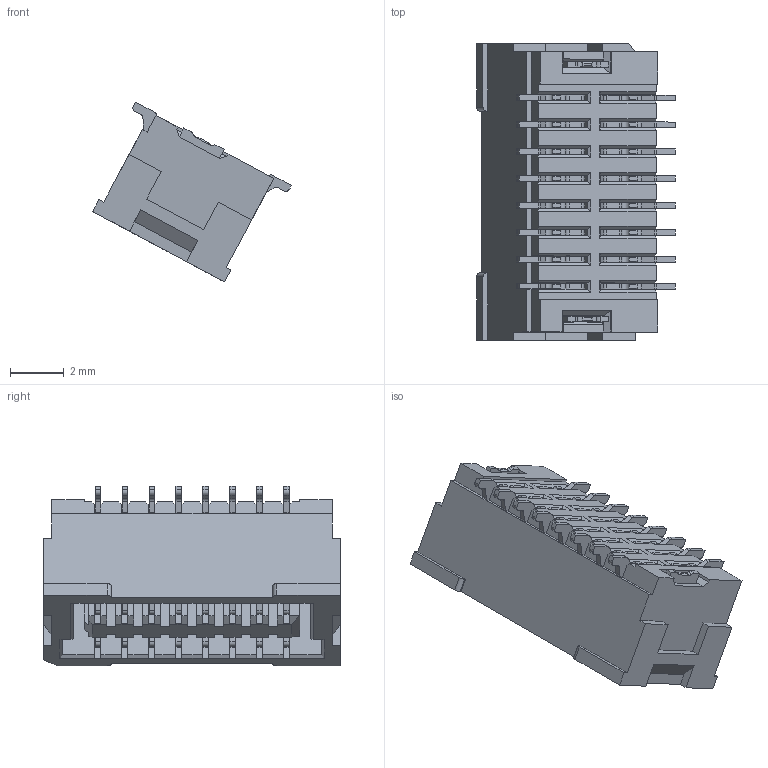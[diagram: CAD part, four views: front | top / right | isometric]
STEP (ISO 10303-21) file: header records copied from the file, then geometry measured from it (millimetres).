
FILE_DESCRIPTION (( 'STEP AP203' ), '1' );
FILE_NAME ('FWF10014-D16S83NAM.STEP', '2025-11-21T06:00:48', ( '' ), ( '' ), 'SwSTEP 2.0', 'SolidWorks 2021', '' );
FILE_SCHEMA (( 'CONFIG_CONTROL_DESIGN' ));
Length unit declared in the file: millimetre
Products named in the file (1): FWF10014-D16S83NAM
Bounding box: 7.38 x 11 x 6.68 mm (x, y, z)
Volume: 157.7 mm3; surface area: 743.2 mm2
Topology: 11 solids, 11 shells, 1544 faces, 4737 edges, 3129 vertices
Faces by surface type: plane 964, cylinder 566, bspline 14
Entity records: 53256 total; most frequent: CARTESIAN_POINT 10693, ORIENTED_EDGE 9474, DIRECTION 8325, EDGE_CURVE 4737, LINE 3503, VECTOR 3503, VERTEX_POINT 3129, AXIS2_PLACEMENT_3D 2411
